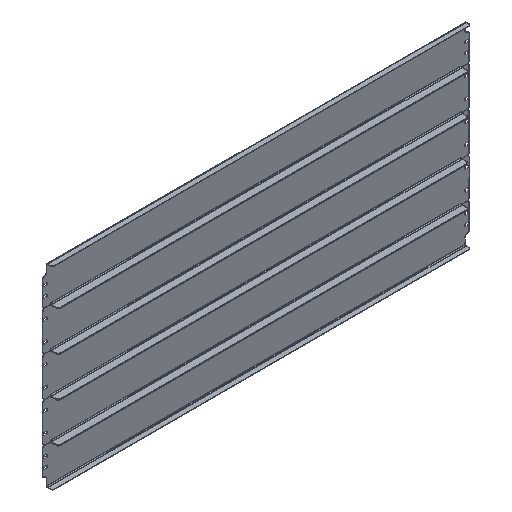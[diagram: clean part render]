
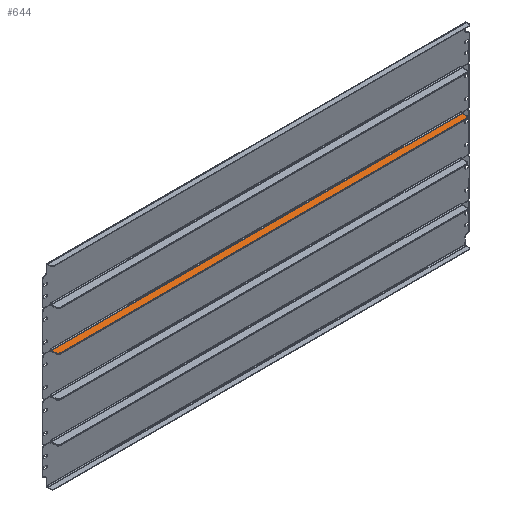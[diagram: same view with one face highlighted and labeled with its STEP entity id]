
A CAD part, isometric view. The second image highlights one B-rep face of the part: STEP entity #644.
In plain terms, the highlighted planar face has unit normal (0, 0, 1).
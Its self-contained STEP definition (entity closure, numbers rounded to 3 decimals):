
#130 = AXIS2_PLACEMENT_3D ( 'NONE', #3171, #2299, #2587 ) ;
#180 = EDGE_CURVE ( 'NONE', #198, #2850, #355, .T. ) ;
#198 = VERTEX_POINT ( 'NONE', #1243 ) ;
#253 = DIRECTION ( 'NONE',  ( 0., 0., 1. ) ) ;
#355 = LINE ( 'NONE', #1455, #773 ) ;
#360 = ORIENTED_EDGE ( 'NONE', *, *, #2179, .T. ) ;
#419 = EDGE_CURVE ( 'NONE', #1884, #198, #2134, .T. ) ;
#644 = ADVANCED_FACE ( 'NONE', ( #1210 ), #2352, .F. ) ;
#684 = CARTESIAN_POINT ( 'NONE',  ( 518.25, -15., -48.5 ) ) ;
#725 = EDGE_CURVE ( 'NONE', #2221, #2850, #1352, .T. ) ;
#773 = VECTOR ( 'NONE', #2608, 1000. ) ;
#800 = CARTESIAN_POINT ( 'NONE',  ( -513.25, -15., -48.5 ) ) ;
#802 = EDGE_LOOP ( 'NONE', ( #1302, #360, #2875, #2040, #2765, #1993 ) ) ;
#989 = CARTESIAN_POINT ( 'NONE',  ( -513.25, -20., -48.5 ) ) ;
#1077 = VECTOR ( 'NONE', #1731, 1000. ) ;
#1090 = DIRECTION ( 'NONE',  ( 0., 1., 0. ) ) ;
#1210 = FACE_OUTER_BOUND ( 'NONE', #802, .T. ) ;
#1241 = EDGE_CURVE ( 'NONE', #2221, #3457, #1492, .T. ) ;
#1243 = CARTESIAN_POINT ( 'NONE',  ( 518.25, -3., -48.5 ) ) ;
#1302 = ORIENTED_EDGE ( 'NONE', *, *, #2539, .F. ) ;
#1336 = DIRECTION ( 'NONE',  ( 1., 0., 0. ) ) ;
#1352 = CIRCLE ( 'NONE', #2612, 5. ) ;
#1406 = LINE ( 'NONE', #1693, #1077 ) ;
#1455 = CARTESIAN_POINT ( 'NONE',  ( 518.25, -20., -48.5 ) ) ;
#1492 = LINE ( 'NONE', #3163, #1788 ) ;
#1693 = CARTESIAN_POINT ( 'NONE',  ( -518.25, -1.5, -48.5 ) ) ;
#1714 = CARTESIAN_POINT ( 'NONE',  ( -518.25, -3., -48.5 ) ) ;
#1731 = DIRECTION ( 'NONE',  ( 0., 1., 0. ) ) ;
#1788 = VECTOR ( 'NONE', #2884, 1000. ) ;
#1846 = VERTEX_POINT ( 'NONE', #3115 ) ;
#1883 = DIRECTION ( 'NONE',  ( 0., 0., 1. ) ) ;
#1884 = VERTEX_POINT ( 'NONE', #1714 ) ;
#1993 = ORIENTED_EDGE ( 'NONE', *, *, #419, .F. ) ;
#2040 = ORIENTED_EDGE ( 'NONE', *, *, #725, .T. ) ;
#2134 = LINE ( 'NONE', #2695, #2715 ) ;
#2156 = CARTESIAN_POINT ( 'NONE',  ( 513.25, -15., -48.5 ) ) ;
#2179 = EDGE_CURVE ( 'NONE', #1846, #3457, #2793, .T. ) ;
#2221 = VERTEX_POINT ( 'NONE', #3374 ) ;
#2299 = DIRECTION ( 'NONE',  ( 0., 0., -1. ) ) ;
#2352 = PLANE ( 'NONE',  #130 ) ;
#2539 = EDGE_CURVE ( 'NONE', #1846, #1884, #1406, .T. ) ;
#2587 = DIRECTION ( 'NONE',  ( 0., -1., 0. ) ) ;
#2608 = DIRECTION ( 'NONE',  ( 0., -1., 0. ) ) ;
#2612 = AXIS2_PLACEMENT_3D ( 'NONE', #2156, #253, #1090 ) ;
#2695 = CARTESIAN_POINT ( 'NONE',  ( -518.25, -3., -48.5 ) ) ;
#2715 = VECTOR ( 'NONE', #1336, 1000. ) ;
#2765 = ORIENTED_EDGE ( 'NONE', *, *, #180, .F. ) ;
#2793 = CIRCLE ( 'NONE', #3076, 5. ) ;
#2797 = DIRECTION ( 'NONE',  ( 0., 1., 0. ) ) ;
#2850 = VERTEX_POINT ( 'NONE', #684 ) ;
#2875 = ORIENTED_EDGE ( 'NONE', *, *, #1241, .F. ) ;
#2884 = DIRECTION ( 'NONE',  ( -1., 0., 0. ) ) ;
#3076 = AXIS2_PLACEMENT_3D ( 'NONE', #800, #1883, #2797 ) ;
#3115 = CARTESIAN_POINT ( 'NONE',  ( -518.25, -15., -48.5 ) ) ;
#3163 = CARTESIAN_POINT ( 'NONE',  ( -518.25, -20., -48.5 ) ) ;
#3171 = CARTESIAN_POINT ( 'NONE',  ( 0., 0., -48.5 ) ) ;
#3374 = CARTESIAN_POINT ( 'NONE',  ( 513.25, -20., -48.5 ) ) ;
#3457 = VERTEX_POINT ( 'NONE', #989 ) ;
